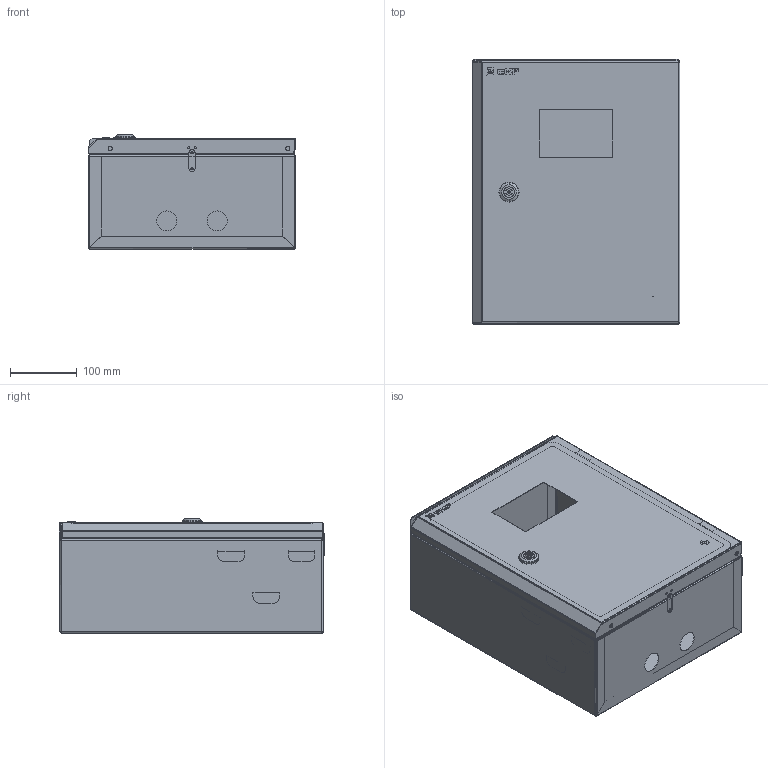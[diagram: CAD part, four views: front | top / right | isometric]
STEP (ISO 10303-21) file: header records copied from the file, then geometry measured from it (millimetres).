
FILE_DESCRIPTION (( 'STEP AP214' ), '1' );
FILE_NAME ('ÙÓ 1-1-0 395õ310õ165 iP54 ÌÈ-514.00.00.000 ÑÁ.STEP', '2017-08-29T06:55:06', ( 'Admin' ), ( '' ), 'SwSTEP 2.0', 'SolidWorks 2017', '' );
FILE_SCHEMA (( 'AUTOMOTIVE_DESIGN' ));
Length unit declared in the file: millimetre
Products named in the file (27): ÌÈ-512.03.00.000 Ïàíåëü â ñáîðå; Êðîíøòåéí 40õ40; 昈-512.03.00.001 眈翴錪; Øïèëüêà Ì6õ12; 相礤朦 聍弪麒赅 倘-514.00.00.001; Øïèëüêà îáìåäíåííàÿ Ì6õ20; rivet 02_din_DIN 660-5x8-St-A-2; Ñòåíêà çàäíÿÿ ÌÈ-514.01.01.001; hex flange nut_din_Hexagon Flange Nut DIN 6923 - M6 - N; Íàâåñêà íà êîðïóñ ïîä êëåïêó; ÙÓ 1-1-0 395õ310õ165 iP54 ÌÈ-514.00.00.000 ÑÁ; Äâåðü â ñáîðå ÌÈ-514.02.00.000 ÑÁ_„¢¥àì á ¢ëá¢®¡®¦¤¥­¨ï¬¨; 呧蜦 3D; ﾄ粢 ﾌﾈ-514.02.00.001; Ïåòëÿ íà äâåðü ï-îáðàçíàÿ; ÓÊ íà äâåðü; Çàìîê áîëüøîé; Êîðïóñ â ñáîðå ÌÈ-514.01.00.000 ÑÁ; ﾌﾈ-514.01.00.002 ﾊ鰀靍裲; ÌÈ-514.01.02.000 Ñòåíêà íèæíÿÿ â ñáîðå; Ïåòëÿ ÙÓ 1_1.01.01.02; Ñòåíêà íèæíÿÿ ÌÈ-514.01.02.001; split pin_din_DIN 94-4x56-C-St; Ñòåíêà âåðõíÿÿ ÌÈ-514.01.00.001; cross ph tapping 968_din_Screw DIN 968-ST4.2x13-C-H-N; Ñòåíêà çàäíÿÿ â ñáîðå ÌÈ-514.01.01.000 ÑÁ; DIN-ðåéêà L= 280
Assembly tree (48 placements, depth 4):
  ÙÓ 1-1-0 395õ310õ165 iP54 ÌÈ-514.00.00.000 ÑÁ
    Êîðïóñ â ñáîðå ÌÈ-514.01.00.000 ÑÁ
      Ñòåíêà çàäíÿÿ â ñáîðå ÌÈ-514.01.01.000 ÑÁ
        Ñòåíêà çàäíÿÿ ÌÈ-514.01.01.001
        Øïèëüêà îáìåäíåííàÿ Ì6õ20  x2
        Øïèëüêà Ì6õ12
        Êðîíøòåéí 40õ40  x6
      Ñòåíêà âåðõíÿÿ ÌÈ-514.01.00.001
      ÌÈ-514.01.02.000 Ñòåíêà íèæíÿÿ â ñáîðå
        Ñòåíêà íèæíÿÿ ÌÈ-514.01.02.001
        Ïåòëÿ ÙÓ 1_1.01.01.02
      ﾌﾈ-514.01.00.002 ﾊ鰀靍裲
    Äâåðü â ñáîðå ÌÈ-514.02.00.000 ÑÁ_„¢¥àì á ¢ëá¢®¡®¦¤¥­¨ï¬¨
      Çàìîê áîëüøîé
      ÓÊ íà äâåðü
      Øïèëüêà Ì6õ12
      Ïåòëÿ íà äâåðü ï-îáðàçíàÿ  x2
      ﾄ粢 ﾌﾈ-514.02.00.001
      呧蜦 3D
    Íàâåñêà íà êîðïóñ ïîä êëåïêó  x2
    hex flange nut_din_Hexagon Flange Nut DIN 6923 - M6 - N  x4
    rivet 02_din_DIN 660-5x8-St-A-2  x4
    相礤朦 聍弪麒赅 倘-514.00.00.001
    ÌÈ-512.03.00.000 Ïàíåëü â ñáîðå
      昈-512.03.00.001 眈翴錪
      Øïèëüêà Ì6õ12
    DIN-ðåéêà L= 280
    cross ph tapping 968_din_Screw DIN 968-ST4.2x13-C-H-N  x6
    split pin_din_DIN 94-4x56-C-St  x2
Bounding box: 310 x 396 x 170.3 mm (x, y, z)
Volume: 717991.6 mm3; surface area: 1325518.7 mm2
Topology: 50 solids, 55 shells, 1354 faces, 3196 edges, 1963 vertices
Faces by surface type: plane 756, cylinder 429, cone 72, torus 44, bspline 41, sphere 12
Entity records: 28697 total; most frequent: CARTESIAN_POINT 5671, DIRECTION 4515, ORIENTED_EDGE 4246, EDGE_CURVE 2123, AXIS2_PLACEMENT_3D 1558, VECTOR 1399, LINE 1399, VERTEX_POINT 1304
